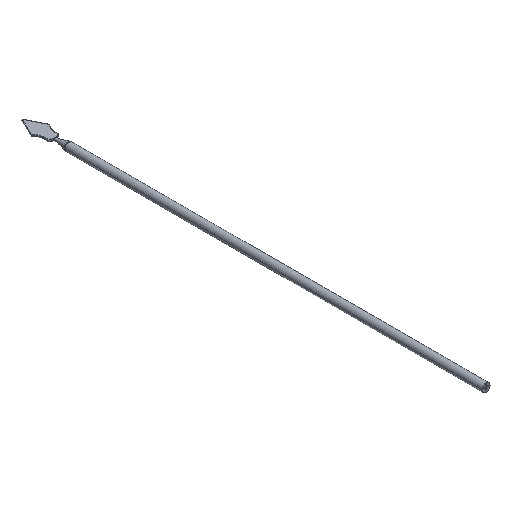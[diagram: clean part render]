
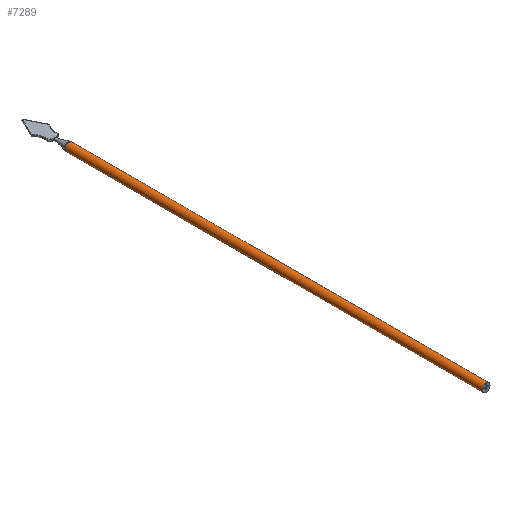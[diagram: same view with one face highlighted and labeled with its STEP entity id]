
A CAD part, isometric view. The second image highlights one B-rep face of the part: STEP entity #7289.
In plain terms, the highlighted cylindrical face has radius 6 mm (diameter 12 mm), a full revolution.
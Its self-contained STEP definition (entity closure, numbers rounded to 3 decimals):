
#81 = ORIENTED_EDGE ( 'NONE', *, *, #9499, .F. ) ;
#250 = VERTEX_POINT ( 'NONE', #6291 ) ;
#321 = DIRECTION ( 'NONE',  ( 0., -1., 0. ) ) ;
#891 = EDGE_LOOP ( 'NONE', ( #953 ) ) ;
#953 = ORIENTED_EDGE ( 'NONE', *, *, #11128, .T. ) ;
#1415 = CYLINDRICAL_SURFACE ( 'NONE', #8366, 6. ) ;
#2641 = AXIS2_PLACEMENT_3D ( 'NONE', #7650, #10463, #8520 ) ;
#3209 = DIRECTION ( 'NONE',  ( 0., 0., 1. ) ) ;
#3923 = DIRECTION ( 'NONE',  ( 0., 1., 0. ) ) ;
#4709 = VERTEX_POINT ( 'NONE', #6257 ) ;
#4884 = DIRECTION ( 'NONE',  ( 0., 0., 1. ) ) ;
#5142 = FACE_OUTER_BOUND ( 'NONE', #891, .T. ) ;
#5748 = FACE_OUTER_BOUND ( 'NONE', #10373, .T. ) ;
#6257 = CARTESIAN_POINT ( 'NONE',  ( 0., -650., -6. ) ) ;
#6291 = CARTESIAN_POINT ( 'NONE',  ( 0., -20.597, 6. ) ) ;
#6740 = CARTESIAN_POINT ( 'NONE',  ( 0., -650., 0. ) ) ;
#7289 = ADVANCED_FACE ( 'NONE', ( #5748, #5142 ), #1415, .T. ) ;
#7650 = CARTESIAN_POINT ( 'NONE',  ( 0., -650., 0. ) ) ;
#8366 = AXIS2_PLACEMENT_3D ( 'NONE', #6740, #3923, #4884 ) ;
#8520 = DIRECTION ( 'NONE',  ( 0., 0., -1. ) ) ;
#9073 = AXIS2_PLACEMENT_3D ( 'NONE', #11750, #321, #3209 ) ;
#9499 = EDGE_CURVE ( 'NONE', #4709, #4709, #10513, .T. ) ;
#9896 = CIRCLE ( 'NONE', #9073, 6. ) ;
#10373 = EDGE_LOOP ( 'NONE', ( #81 ) ) ;
#10463 = DIRECTION ( 'NONE',  ( 0., -1., 0. ) ) ;
#10513 = CIRCLE ( 'NONE', #2641, 6. ) ;
#11128 = EDGE_CURVE ( 'NONE', #250, #250, #9896, .T. ) ;
#11750 = CARTESIAN_POINT ( 'NONE',  ( 0., -20.597, 0. ) ) ;
